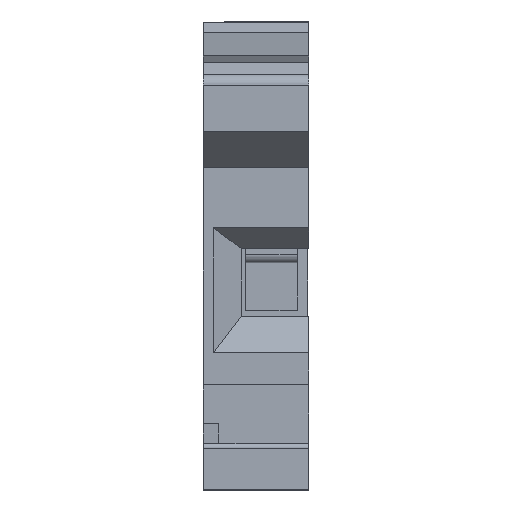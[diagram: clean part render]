
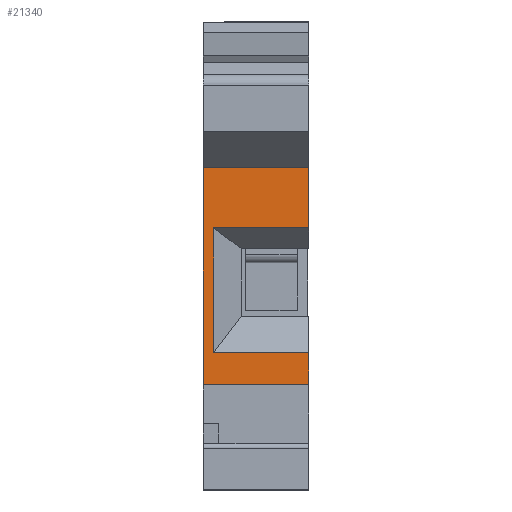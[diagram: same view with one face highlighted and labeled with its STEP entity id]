
A CAD part, front view. The second image highlights one B-rep face of the part: STEP entity #21340.
In plain terms, the highlighted face is planar.
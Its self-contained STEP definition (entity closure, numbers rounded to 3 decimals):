
#2490=CARTESIAN_POINT('',(90.9,233.395,2.));
#2500=VERTEX_POINT('',#2490);
#2530=CARTESIAN_POINT('',(90.9,292.832,
2.));
#2540=DIRECTION('',(0.,1.,0.));
#2550=VECTOR('',#2540,1.);
#2560=LINE('',#2530,#2550);
#2570=CARTESIAN_POINT('',(90.9,236.47,2.));
#2580=VERTEX_POINT('',#2570);
#2590=EDGE_CURVE('',#2500,#2580,#2560,.T.);
#11860=CARTESIAN_POINT('',(90.9,254.245,
-8.15));
#11870=VERTEX_POINT('',#11860);
#11900=CARTESIAN_POINT('',(90.9,292.832,
-8.15));
#11910=DIRECTION('',(0.,1.,0.));
#11920=VECTOR('',#11910,1.);
#11930=LINE('',#11900,#11920);
#11940=CARTESIAN_POINT('',(90.9,233.395,
-8.15));
#11950=VERTEX_POINT('',#11940);
#11960=EDGE_CURVE('',#11950,#11870,#11930,.T.);
#14280=CARTESIAN_POINT('',(90.9,254.245,
-8.15));
#14290=DIRECTION('',(1.,0.,0.));
#14300=DIRECTION('',(0.,1.,0.));
#14310=AXIS2_PLACEMENT_3D('',#14280,#14290,#14300);
#14320=PLANE('',#14310);
#20480=CARTESIAN_POINT('',(90.9,233.395,
-8.15));
#20490=DIRECTION('',(0.,0.,-1.));
#20500=VECTOR('',#20490,1.);
#20510=LINE('',#20480,#20500);
#20520=EDGE_CURVE('',#2500,#11950,#20510,.T.);
#20950=CARTESIAN_POINT('',(90.9,248.451,
-8.15));
#20960=DIRECTION('',(0.,0.,-1.));
#20970=VECTOR('',#20960,1.);
#20980=LINE('',#20950,#20970);
#20990=CARTESIAN_POINT('',(90.9,248.451,
2.));
#21000=VERTEX_POINT('',#20990);
#21010=CARTESIAN_POINT('',(90.9,248.451,
-7.15));
#21020=VERTEX_POINT('',#21010);
#21030=EDGE_CURVE('',#21000,#21020,#20980,.T.);
#21040=ORIENTED_EDGE('',*,*,#21030,.F.);
#21050=CARTESIAN_POINT('',(90.9,254.345,
-7.15));
#21060=DIRECTION('',(0.,1.,0.));
#21070=VECTOR('',#21060,1.);
#21080=LINE('',#21050,#21070);
#21090=CARTESIAN_POINT('',(90.9,236.47,
-7.15));
#21100=VERTEX_POINT('',#21090);
#21110=EDGE_CURVE('',#21100,#21020,#21080,.T.);
#21120=ORIENTED_EDGE('',*,*,#21110,.T.);
#21130=CARTESIAN_POINT('',(90.9,236.47,
-8.15));
#21140=DIRECTION('',(0.,0.,1.));
#21150=VECTOR('',#21140,1.);
#21160=LINE('',#21130,#21150);
#21170=EDGE_CURVE('',#21100,#2580,#21160,.T.);
#21180=ORIENTED_EDGE('',*,*,#21170,.F.);
#21190=ORIENTED_EDGE('',*,*,#2590,.T.);
#21200=ORIENTED_EDGE('',*,*,#20520,.F.);
#21210=ORIENTED_EDGE('',*,*,#11960,.F.);
#21220=CARTESIAN_POINT('',(90.9,254.245,
-8.15));
#21230=DIRECTION('',(0.,0.,1.));
#21240=VECTOR('',#21230,1.);
#21250=LINE('',#21220,#21240);
#21260=CARTESIAN_POINT('',(90.9,254.245,
2.));
#21270=VERTEX_POINT('',#21260);
#21280=EDGE_CURVE('',#11870,#21270,#21250,.T.);
#21290=ORIENTED_EDGE('',*,*,#21280,.F.);
#21300=EDGE_CURVE('',#21000,#21270,#2560,.T.);
#21310=ORIENTED_EDGE('',*,*,#21300,.T.);
#21320=EDGE_LOOP('',(#21310,#21290,#21210,#21200,#21190,#21180,#21120,
#21040));
#21330=FACE_OUTER_BOUND('',#21320,.T.);
#21340=ADVANCED_FACE('',(#21330),#14320,.F.);
